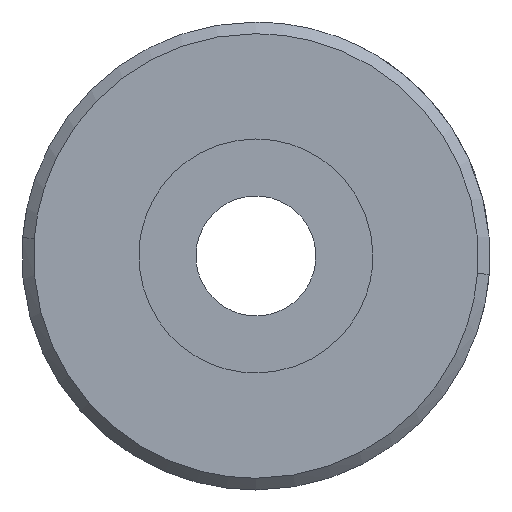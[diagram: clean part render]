
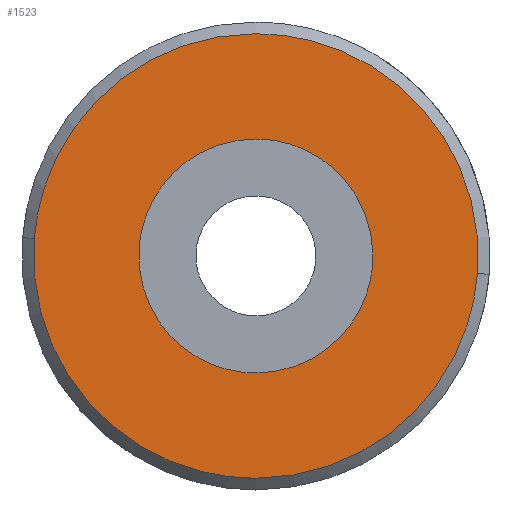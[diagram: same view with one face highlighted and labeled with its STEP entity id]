
A CAD part, front view. The second image highlights one B-rep face of the part: STEP entity #1523.
In plain terms, the highlighted free-form (B-spline) face has degree [1, 1] with [2, 2] control points.
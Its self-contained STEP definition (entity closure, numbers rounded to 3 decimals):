
#825=CARTESIAN_POINT('',(3.972,0.25,-0.472));
#826=VERTEX_POINT('',#825);
#832=CARTESIAN_POINT('',(0.0,0.25,4.0));
#833=VERTEX_POINT('',#832);
#834=CARTESIAN_POINT('',(3.972,0.25,-0.472));
#835=CARTESIAN_POINT('',(4.0,0.25,-0.237));
#836=CARTESIAN_POINT('',(4.0,0.25,0.));
#837=CARTESIAN_POINT('',(4.,0.25,4.));
#838=CARTESIAN_POINT('',(0.0,0.25,4.0));
#846=(BOUNDED_CURVE()B_SPLINE_CURVE(2,(#834,#835,#836,#837,#838),.UNSPECIFIED.,.F.,.U.)B_SPLINE_CURVE_WITH_KNOTS((3,2,3),(0.23,0.25,0.5),.UNSPECIFIED.)CURVE()GEOMETRIC_REPRESENTATION_ITEM()RATIONAL_B_SPLINE_CURVE((0.956,0.976,1.0,0.707,1.0))REPRESENTATION_ITEM(''));
#847=EDGE_CURVE('',#826,#833,#846,.T.);
#849=CARTESIAN_POINT('',(-3.993,0.25,0.244));
#850=VERTEX_POINT('',#849);
#851=CARTESIAN_POINT('',(0.0,0.25,4.0));
#852=CARTESIAN_POINT('',(-3.763,0.25,4.0));
#853=CARTESIAN_POINT('',(-3.993,0.25,0.244));
#861=(BOUNDED_CURVE()B_SPLINE_CURVE(2,(#851,#852,#853),.UNSPECIFIED.,.F.,.U.)B_SPLINE_CURVE_WITH_KNOTS((3,3),(0.5,0.739),.UNSPECIFIED.)CURVE()GEOMETRIC_REPRESENTATION_ITEM()RATIONAL_B_SPLINE_CURVE((1.0,0.72,0.976))REPRESENTATION_ITEM(''));
#862=EDGE_CURVE('',#833,#850,#861,.T.);
#936=CARTESIAN_POINT('',(0.0,0.25,-4.0));
#937=VERTEX_POINT('',#936);
#938=CARTESIAN_POINT('',(-3.993,0.25,0.244));
#939=CARTESIAN_POINT('',(-4.,0.25,0.122));
#940=CARTESIAN_POINT('',(-4.0,0.25,0.));
#941=CARTESIAN_POINT('',(-4.,0.25,-4.));
#942=CARTESIAN_POINT('',(0.0,0.25,-4.0));
#950=(BOUNDED_CURVE()B_SPLINE_CURVE(2,(#938,#939,#940,#941,#942),.UNSPECIFIED.,.F.,.U.)B_SPLINE_CURVE_WITH_KNOTS((3,2,3),(0.739,0.75,1.0),.UNSPECIFIED.)CURVE()GEOMETRIC_REPRESENTATION_ITEM()RATIONAL_B_SPLINE_CURVE((0.976,0.988,1.0,0.707,1.0))REPRESENTATION_ITEM(''));
#951=EDGE_CURVE('',#850,#937,#950,.T.);
#953=CARTESIAN_POINT('',(0.0,0.25,-4.0));
#954=CARTESIAN_POINT('',(3.553,0.25,-4.));
#955=CARTESIAN_POINT('',(3.972,0.25,-0.472));
#963=(BOUNDED_CURVE()B_SPLINE_CURVE(2,(#953,#954,#955),.UNSPECIFIED.,.F.,.U.)B_SPLINE_CURVE_WITH_KNOTS((3,3),(0.0,0.23),.UNSPECIFIED.)CURVE()GEOMETRIC_REPRESENTATION_ITEM()RATIONAL_B_SPLINE_CURVE((1.0,0.731,0.956))REPRESENTATION_ITEM(''));
#964=EDGE_CURVE('',#937,#826,#963,.T.);
#1005=CARTESIAN_POINT('',(7.577,0.25,-0.596));
#1006=VERTEX_POINT('',#1005);
#1012=CARTESIAN_POINT('',(0.0,0.25,-7.6));
#1013=VERTEX_POINT('',#1012);
#1014=CARTESIAN_POINT('',(0.0,0.25,-7.6));
#1015=CARTESIAN_POINT('',(7.025,0.25,-7.6));
#1016=CARTESIAN_POINT('',(7.577,0.25,-0.596));
#1024=(BOUNDED_CURVE()B_SPLINE_CURVE(2,(#1014,#1015,#1016),.UNSPECIFIED.,.F.,.U.)B_SPLINE_CURVE_WITH_KNOTS((3,3),(0.0,0.236),.UNSPECIFIED.)CURVE()GEOMETRIC_REPRESENTATION_ITEM()RATIONAL_B_SPLINE_CURVE((1.0,0.723,0.97))REPRESENTATION_ITEM(''));
#1025=EDGE_CURVE('',#1013,#1006,#1024,.T.);
#1027=CARTESIAN_POINT('',(-7.577,0.25,0.596));
#1028=VERTEX_POINT('',#1027);
#1029=CARTESIAN_POINT('',(-7.577,0.25,0.596));
#1030=CARTESIAN_POINT('',(-7.6,0.25,0.299));
#1031=CARTESIAN_POINT('',(-7.6,0.25,0.));
#1032=CARTESIAN_POINT('',(-7.6,0.25,-7.6));
#1033=CARTESIAN_POINT('',(0.0,0.25,-7.6));
#1041=(BOUNDED_CURVE()B_SPLINE_CURVE(2,(#1029,#1030,#1031,#1032,#1033),.UNSPECIFIED.,.F.,.U.)B_SPLINE_CURVE_WITH_KNOTS((3,2,3),(0.736,0.75,1.0),.UNSPECIFIED.)CURVE()GEOMETRIC_REPRESENTATION_ITEM()RATIONAL_B_SPLINE_CURVE((0.97,0.984,1.0,0.707,1.0))REPRESENTATION_ITEM(''));
#1042=EDGE_CURVE('',#1028,#1013,#1041,.T.);
#1148=CARTESIAN_POINT('',(0.0,0.25,7.6));
#1149=VERTEX_POINT('',#1148);
#1150=CARTESIAN_POINT('',(0.0,0.25,7.6));
#1151=CARTESIAN_POINT('',(-7.025,0.25,7.6));
#1152=CARTESIAN_POINT('',(-7.577,0.25,0.596));
#1160=(BOUNDED_CURVE()B_SPLINE_CURVE(2,(#1150,#1151,#1152),.UNSPECIFIED.,.F.,.U.)B_SPLINE_CURVE_WITH_KNOTS((3,3),(0.5,0.736),.UNSPECIFIED.)CURVE()GEOMETRIC_REPRESENTATION_ITEM()RATIONAL_B_SPLINE_CURVE((1.0,0.723,0.97))REPRESENTATION_ITEM(''));
#1161=EDGE_CURVE('',#1149,#1028,#1160,.T.);
#1163=CARTESIAN_POINT('',(7.577,0.25,-0.596));
#1164=CARTESIAN_POINT('',(7.6,0.25,-0.299));
#1165=CARTESIAN_POINT('',(7.6,0.25,0.));
#1166=CARTESIAN_POINT('',(7.6,0.25,7.6));
#1167=CARTESIAN_POINT('',(0.0,0.25,7.6));
#1175=(BOUNDED_CURVE()B_SPLINE_CURVE(2,(#1163,#1164,#1165,#1166,#1167),.UNSPECIFIED.,.F.,.U.)B_SPLINE_CURVE_WITH_KNOTS((3,2,3),(0.236,0.25,0.5),.UNSPECIFIED.)CURVE()GEOMETRIC_REPRESENTATION_ITEM()RATIONAL_B_SPLINE_CURVE((0.97,0.984,1.0,0.707,1.0))REPRESENTATION_ITEM(''));
#1176=EDGE_CURVE('',#1006,#1149,#1175,.T.);
#1506=CARTESIAN_POINT('',(-8.357,0.25,-8.359));
#1507=CARTESIAN_POINT('',(-8.357,0.25,8.359));
#1508=CARTESIAN_POINT('',(8.357,0.25,-8.359));
#1509=CARTESIAN_POINT('',(8.357,0.25,8.359));
#1510=B_SPLINE_SURFACE_WITH_KNOTS('',1,1,((#1506,#1508),(#1507,#1509)),.UNSPECIFIED.,.F.,.F.,.U.,(2,2),(2,2),(0.0,16.718),(0.0,16.714),.UNSPECIFIED.);
#1511=ORIENTED_EDGE('',*,*,#1025,.T.);
#1512=ORIENTED_EDGE('',*,*,#1176,.T.);
#1513=ORIENTED_EDGE('',*,*,#1161,.T.);
#1514=ORIENTED_EDGE('',*,*,#1042,.T.);
#1515=EDGE_LOOP('',(#1511,#1512,#1513,#1514));
#1516=FACE_OUTER_BOUND('',#1515,.T.);
#1517=ORIENTED_EDGE('',*,*,#862,.F.);
#1518=ORIENTED_EDGE('',*,*,#847,.F.);
#1519=ORIENTED_EDGE('',*,*,#964,.F.);
#1520=ORIENTED_EDGE('',*,*,#951,.F.);
#1521=EDGE_LOOP('',(#1517,#1518,#1519,#1520));
#1522=FACE_BOUND('',#1521,.T.);
#1523=ADVANCED_FACE('',(#1516,#1522),#1510,.F.);
